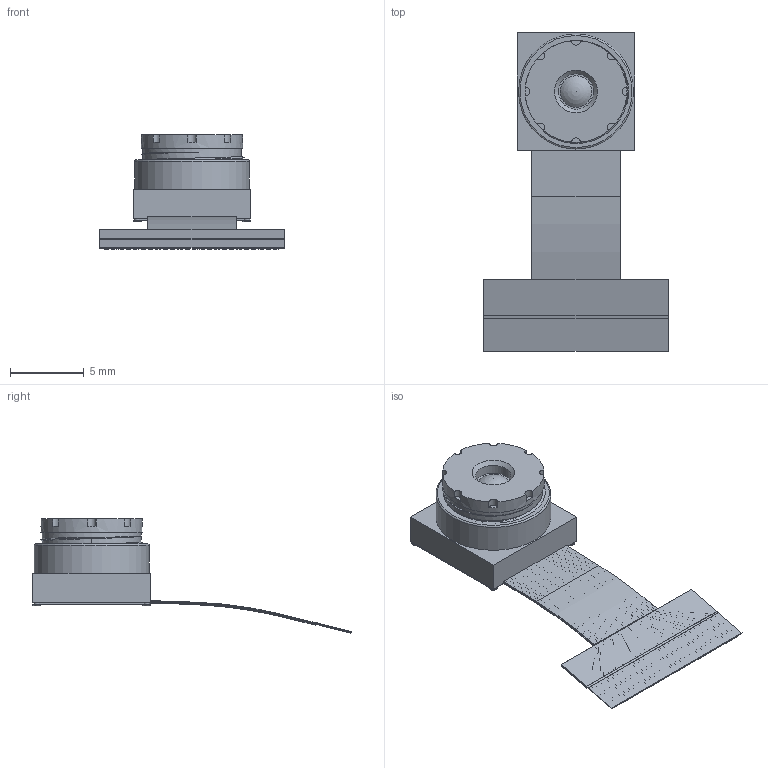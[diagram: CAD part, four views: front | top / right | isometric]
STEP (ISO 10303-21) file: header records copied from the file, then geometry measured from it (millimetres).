
FILE_DESCRIPTION(/* description */ (''),/* implementation_level */ '2;1');
FILE_NAME(/* name */ 'OV2640.step',/* time_stamp */ '2025-12-24T11:53:18+01:00',/* author */ (''),/* organization */ (''),/* preprocessor_version */ 'ST-DEVELOPER v20.1',/* originating_system */ 'Autodesk Translation Framework v14.21.0.0',/* authorisation */ '');
FILE_SCHEMA (('AUTOMOTIVE_DESIGN { 1 0 10303 214 3 1 1 }'));
Length unit declared in the file: millimetre
Products named in the file (12): camera_OV2640; box; objective; Body301; Lense; plate; tail007; tail006; plate006; conn043; film003; silk004
Assembly tree (11 placements, depth 3):
  camera_OV2640
    box
    objective
      Body301
      Lense
    plate
    tail007
      tail006
      plate006
      conn043
      film003
      silk004
Bounding box: 12.5 x 21.62 x 7.76 mm (x, y, z)
Volume: 122.7 mm3; surface area: 1162.2 mm2
Topology: 9 solids, 9 shells, 421 faces, 1081 edges, 675 vertices
Faces by surface type: plane 287, cylinder 67, bspline 59, torus 5, cone 2, sphere 1
Full cylindrical faces by diameter (mm): 0.4 x4, 0.54 x4, 2.4 x1, 3 x1, 5 x1, 6.7 x3, 6.8 x4, 6.9 x1, 7.8 x1
Entity records: 20028 total; most frequent: CARTESIAN_POINT 9576, ORIENTED_EDGE 2160, DIRECTION 1994, EDGE_CURVE 1080, LINE 810, VECTOR 810, VERTEX_POINT 675, AXIS2_PLACEMENT_3D 592
